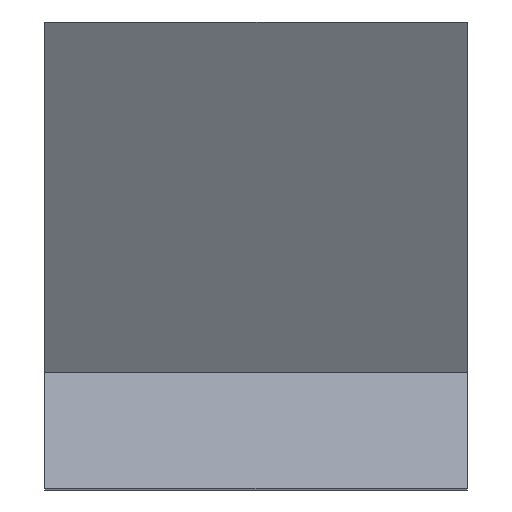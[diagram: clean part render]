
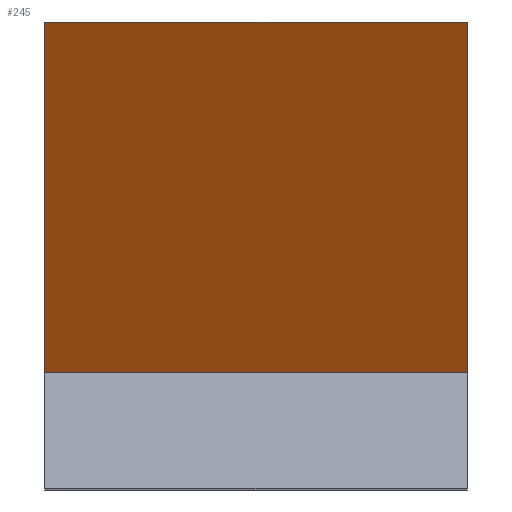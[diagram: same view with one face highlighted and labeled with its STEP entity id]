
A CAD part, top view. The second image highlights one B-rep face of the part: STEP entity #245.
In plain terms, the highlighted planar face has unit normal (0, -0.5, 0.866).
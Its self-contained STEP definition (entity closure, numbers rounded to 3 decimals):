
#15=DIRECTION('',(0.,0.866,0.5));
#16=VECTOR('',#15,13.856);
#17=CARTESIAN_POINT('',(7.5,-4.,28.072));
#18=LINE('',#17,#16);
#71=DIRECTION('',(0.,0.866,0.5));
#72=VECTOR('',#71,13.856);
#73=CARTESIAN_POINT('',(-7.,-4.,28.072));
#74=LINE('',#73,#72);
#75=DIRECTION('',(-1.,0.,0.));
#76=VECTOR('',#75,14.5);
#77=CARTESIAN_POINT('',(7.5,-4.,28.072));
#78=LINE('',#77,#76);
#87=DIRECTION('',(1.,0.,0.));
#88=VECTOR('',#87,14.5);
#89=CARTESIAN_POINT('',(-7.,8.,35.));
#90=LINE('',#89,#88);
#100=CARTESIAN_POINT('',(7.5,-4.,28.072));
#102=VERTEX_POINT('',#100);
#103=CARTESIAN_POINT('',(7.5,8.,35.));
#104=VERTEX_POINT('',#103);
#113=CARTESIAN_POINT('',(-7.,8.,35.));
#114=VERTEX_POINT('',#113);
#117=CARTESIAN_POINT('',(-7.,-4.,28.072));
#118=VERTEX_POINT('',#117);
#233=CARTESIAN_POINT('',(7.5,-4.,28.072));
#234=DIRECTION('',(0.,0.5,-0.866));
#235=DIRECTION('',(0.,0.866,0.5));
#236=AXIS2_PLACEMENT_3D('',#233,#234,#235);
#237=PLANE('',#236);
#238=ORIENTED_EDGE('',*,*,#167,.T.);
#240=ORIENTED_EDGE('',*,*,#239,.T.);
#241=ORIENTED_EDGE('',*,*,#126,.F.);
#242=ORIENTED_EDGE('',*,*,#226,.T.);
#243=EDGE_LOOP('',(#238,#240,#241,#242));
#244=FACE_OUTER_BOUND('',#243,.F.);
#245=ADVANCED_FACE('',(#244),#237,.F.);
#126=EDGE_CURVE('',#102,#104,#18,.T.);
#167=EDGE_CURVE('',#118,#114,#74,.T.);
#226=EDGE_CURVE('',#102,#118,#78,.T.);
#239=EDGE_CURVE('',#114,#104,#90,.T.);
